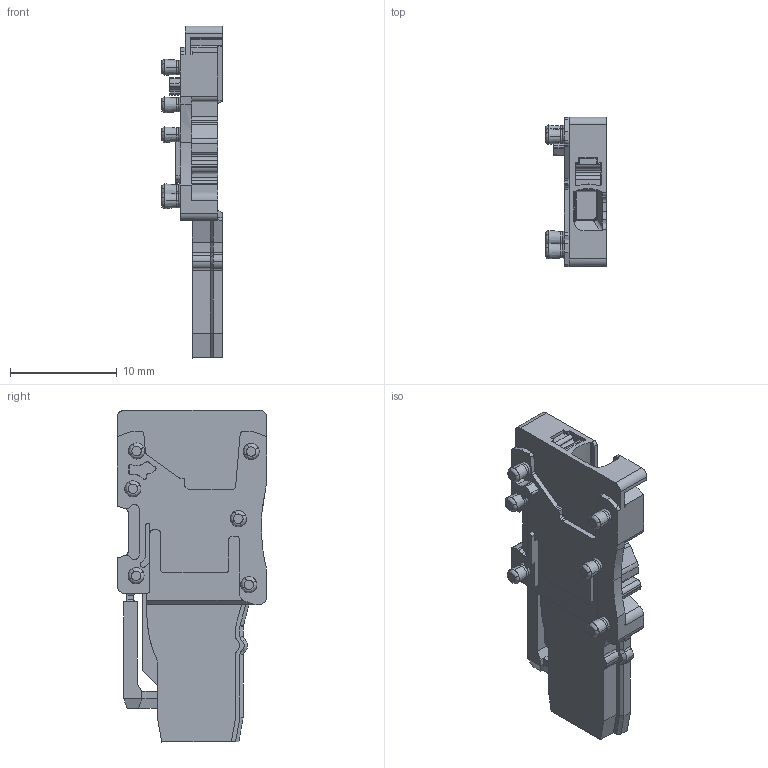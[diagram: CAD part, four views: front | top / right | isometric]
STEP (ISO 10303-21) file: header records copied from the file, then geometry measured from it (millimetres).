
FILE_DESCRIPTION(('CATIA V5R20 STEP214','CAx-IF Rec.Pracs.--- Model Styling and Organization---1.4--- 2014-01-23'),'2;1');
FILE_NAME ('D1462754_0', '2019-01-15T12:40:21+00:00', ('Weidmueller Interface'), ('Weidmueller'), 'CATIA Version 5-6 Release 2016 SP3 HF44', 'CATIA V5 STEP AP214', 'none');
FILE_SCHEMA(('AUTOMOTIVE_DESIGN { 1 0 10303 214 1 1 1 1 }'));
Length unit declared in the file: millimetre
Products named in the file (1): 2482330000
Bounding box: 5.72 x 14 x 31.15 mm (x, y, z)
Volume: 948 mm3; surface area: 1612.5 mm2
Topology: 2 solids, 2 shells, 604 faces, 1733 edges, 1146 vertices
Faces by surface type: plane 271, cylinder 244, bspline 48, cone 41
Entity records: 23011 total; most frequent: CARTESIAN_POINT 8419, ORIENTED_EDGE 3466, DIRECTION 2319, EDGE_CURVE 1733, VERTEX_POINT 1146, VECTOR 1016, LINE 1016, AXIS2_PLACEMENT_3D 748
